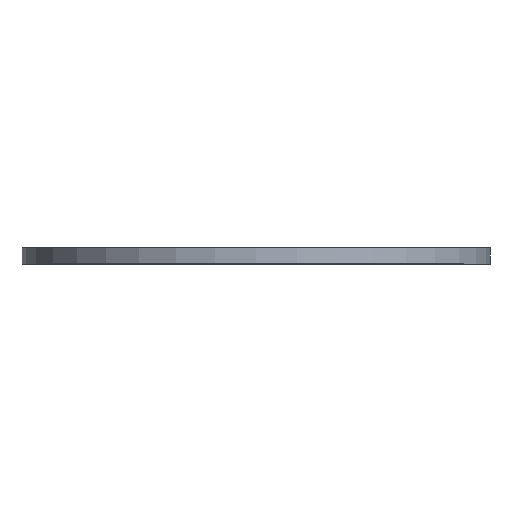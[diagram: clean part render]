
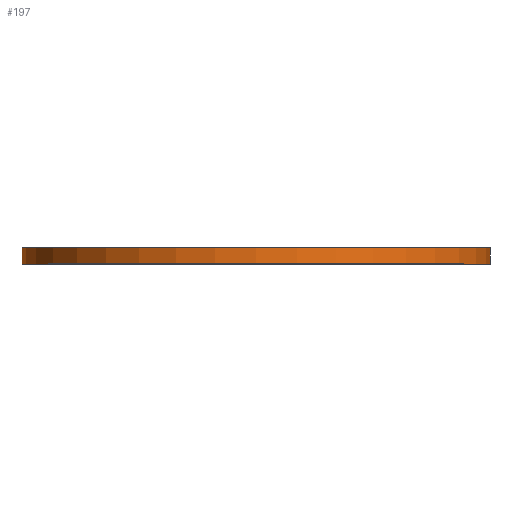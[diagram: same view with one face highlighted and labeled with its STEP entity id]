
A CAD part, top view. The second image highlights one B-rep face of the part: STEP entity #197.
In plain terms, the highlighted cylindrical face has radius 114.385 mm (diameter 228.77 mm), a partial arc.
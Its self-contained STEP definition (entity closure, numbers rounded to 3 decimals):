
#52=CARTESIAN_POINT('',(0.,0.,0.));
#53=DIRECTION('',(0.,1.,0.));
#54=DIRECTION('',(-1.,0.,0.));
#55=AXIS2_PLACEMENT_3D('',#52,#53,#54);
#76=DIRECTION('',(0.,1.,0.));
#77=VECTOR('',#76,8.);
#78=CARTESIAN_POINT('',(114.385,0.,0.));
#79=LINE('',#78,#77);
#83=DIRECTION('',(0.,1.,0.));
#84=VECTOR('',#83,8.);
#85=CARTESIAN_POINT('',(-114.385,0.,0.));
#86=LINE('',#85,#84);
#98=CARTESIAN_POINT('',(0.,8.,0.));
#99=DIRECTION('',(0.,1.,0.));
#100=DIRECTION('',(-1.,0.,0.));
#101=AXIS2_PLACEMENT_3D('',#98,#99,#100);
#136=CARTESIAN_POINT('',(114.385,0.,0.));
#137=CARTESIAN_POINT('',(-114.385,0.,0.));
#138=VERTEX_POINT('',#136);
#139=VERTEX_POINT('',#137);
#144=CARTESIAN_POINT('',(114.385,8.,0.));
#145=CARTESIAN_POINT('',(-114.385,8.,0.));
#146=VERTEX_POINT('',#144);
#147=VERTEX_POINT('',#145);
#185=CARTESIAN_POINT('',(0.,0.,0.));
#186=DIRECTION('',(0.,1.,0.));
#187=DIRECTION('',(1.,0.,0.));
#188=AXIS2_PLACEMENT_3D('',#185,#186,#187);
#189=CYLINDRICAL_SURFACE('',#188,114.385);
#190=ORIENTED_EDGE('',*,*,#159,.F.);
#191=ORIENTED_EDGE('',*,*,#180,.T.);
#193=ORIENTED_EDGE('',*,*,#192,.T.);
#194=ORIENTED_EDGE('',*,*,#176,.F.);
#195=EDGE_LOOP('',(#190,#191,#193,#194));
#196=FACE_OUTER_BOUND('',#195,.F.);
#56=CIRCLE('',#55,114.385);
#102=CIRCLE('',#101,114.385);
#159=EDGE_CURVE('',#139,#138,#56,.T.);
#176=EDGE_CURVE('',#138,#146,#79,.T.);
#180=EDGE_CURVE('',#139,#147,#86,.T.);
#192=EDGE_CURVE('',#147,#146,#102,.T.);
#197=ADVANCED_FACE('',(#196),#189,.T.);
